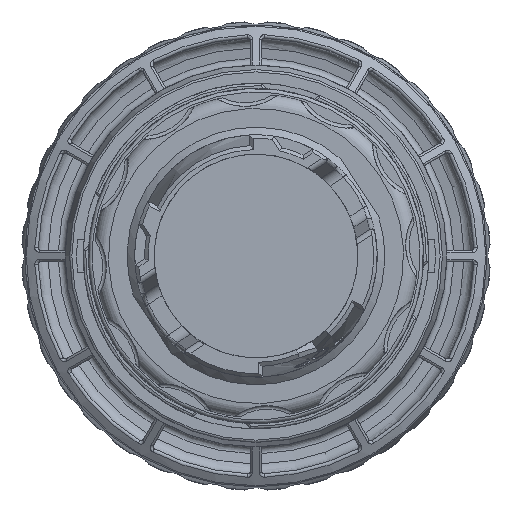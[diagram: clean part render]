
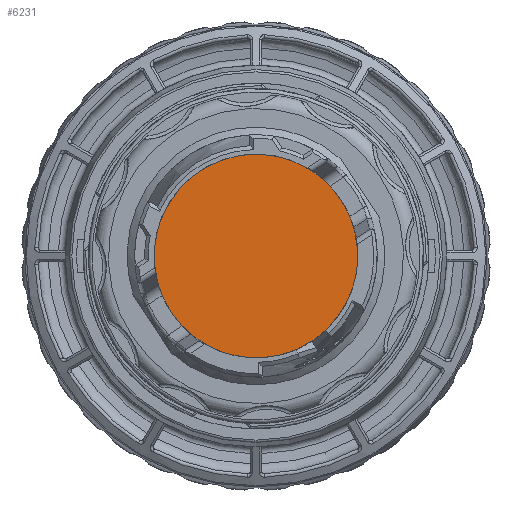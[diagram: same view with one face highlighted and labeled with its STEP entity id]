
A CAD part, front view. The second image highlights one B-rep face of the part: STEP entity #6231.
In plain terms, the highlighted planar face has unit normal (0, -1, 0).
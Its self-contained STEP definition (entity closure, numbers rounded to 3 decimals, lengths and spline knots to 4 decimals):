
#2391=PLANE('',#22289);
#6231=ADVANCED_FACE('',(#7348),#2391,.F.);
#7348=FACE_OUTER_BOUND('',#8444,.T.);
#8444=EDGE_LOOP('',(#11522));
#11522=ORIENTED_EDGE('',*,*,#18335,.T.);
#15989=VERTEX_POINT('',#35356);
#18335=EDGE_CURVE('',#15989,#15989,#20775,.T.);
#20775=CIRCLE('',#22134,8.7);
#22134=AXIS2_PLACEMENT_3D('',#35355,#25017,#25018);
#22289=AXIS2_PLACEMENT_3D('',#36478,#25411,#25412);
#25017=DIRECTION('',(0.,-1.,0.));
#25018=DIRECTION('',(0.837,0.,0.547));
#25411=DIRECTION('',(0.,1.,0.));
#25412=DIRECTION('',(0.837,0.,0.547));
#35355=CARTESIAN_POINT('',(0.,-1.,0.));
#35356=CARTESIAN_POINT('',(7.2834,-1.,4.7584));
#36478=CARTESIAN_POINT('',(0.,-1.,0.));
